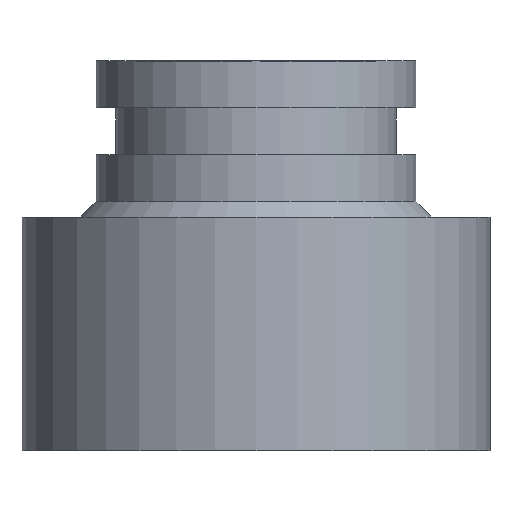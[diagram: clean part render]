
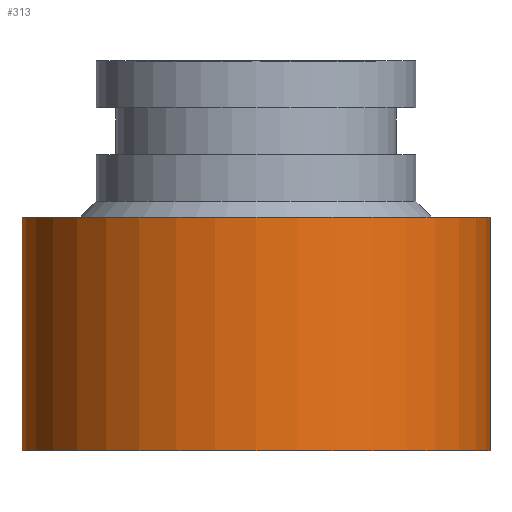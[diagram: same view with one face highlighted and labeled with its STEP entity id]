
A CAD part, front view. The second image highlights one B-rep face of the part: STEP entity #313.
In plain terms, the highlighted cylindrical face has radius 15 mm (diameter 30 mm), a full revolution.
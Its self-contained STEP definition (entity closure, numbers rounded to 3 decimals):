
#44=FACE_OUTER_BOUND('',#66,.T.);
#66=EDGE_LOOP('',(#272,#273,#274,#275,#276,#277));
#80=LINE('',#585,#90);
#90=VECTOR('',#486,15.);
#118=CIRCLE('',#376,15.);
#119=CIRCLE('',#377,15.);
#120=CIRCLE('',#379,15.);
#121=CIRCLE('',#380,15.);
#152=VERTEX_POINT('',#576);
#153=VERTEX_POINT('',#577);
#154=VERTEX_POINT('',#581);
#155=VERTEX_POINT('',#582);
#194=EDGE_CURVE('',#152,#153,#118,.T.);
#195=EDGE_CURVE('',#153,#152,#119,.T.);
#196=EDGE_CURVE('',#154,#155,#120,.T.);
#197=EDGE_CURVE('',#155,#154,#121,.T.);
#198=EDGE_CURVE('',#155,#153,#80,.T.);
#272=ORIENTED_EDGE('',*,*,#196,.F.);
#273=ORIENTED_EDGE('',*,*,#197,.F.);
#274=ORIENTED_EDGE('',*,*,#198,.T.);
#275=ORIENTED_EDGE('',*,*,#195,.T.);
#276=ORIENTED_EDGE('',*,*,#194,.T.);
#277=ORIENTED_EDGE('',*,*,#198,.F.);
#298=CYLINDRICAL_SURFACE('',#378,15.);
#313=ADVANCED_FACE('',(#44),#298,.T.);
#376=AXIS2_PLACEMENT_3D('',#578,#476,#477);
#377=AXIS2_PLACEMENT_3D('',#579,#478,#479);
#378=AXIS2_PLACEMENT_3D('',#580,#480,#481);
#379=AXIS2_PLACEMENT_3D('',#583,#482,#483);
#380=AXIS2_PLACEMENT_3D('',#584,#484,#485);
#476=DIRECTION('center_axis',(0.,0.,-1.));
#477=DIRECTION('ref_axis',(1.,0.,0.));
#478=DIRECTION('center_axis',(0.,0.,-1.));
#479=DIRECTION('ref_axis',(1.,0.,0.));
#480=DIRECTION('center_axis',(0.,0.,-1.));
#481=DIRECTION('ref_axis',(0.,1.,0.));
#482=DIRECTION('center_axis',(0.,0.,-1.));
#483=DIRECTION('ref_axis',(1.,0.,0.));
#484=DIRECTION('center_axis',(0.,0.,-1.));
#485=DIRECTION('ref_axis',(1.,0.,0.));
#486=DIRECTION('',(0.,0.,1.));
#576=CARTESIAN_POINT('',(0.,15.,0.));
#577=CARTESIAN_POINT('',(0.,-15.,0.));
#578=CARTESIAN_POINT('Origin',(0.,0.,0.));
#579=CARTESIAN_POINT('Origin',(0.,0.,0.));
#580=CARTESIAN_POINT('Origin',(0.,0.,-7.5));
#581=CARTESIAN_POINT('',(0.,15.,-15.));
#582=CARTESIAN_POINT('',(0.,-15.,-15.));
#583=CARTESIAN_POINT('Origin',(0.,0.,-15.));
#584=CARTESIAN_POINT('Origin',(0.,0.,-15.));
#585=CARTESIAN_POINT('',(0.,-15.,-7.5));
